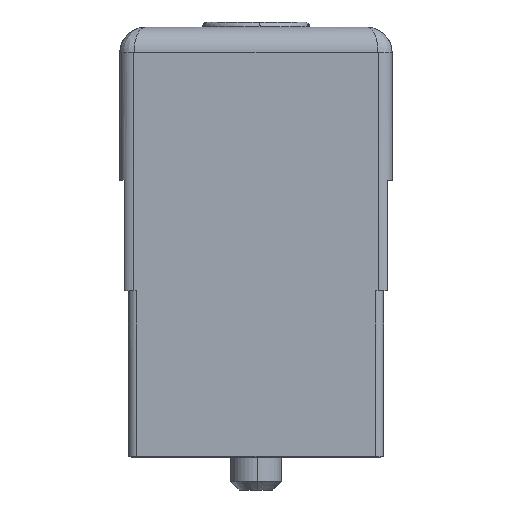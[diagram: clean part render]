
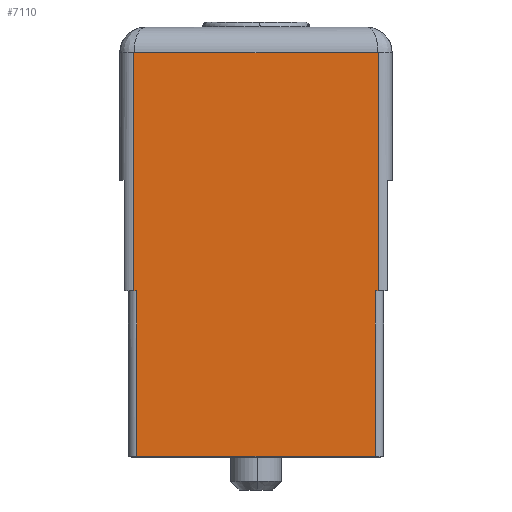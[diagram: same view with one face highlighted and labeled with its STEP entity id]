
A CAD part, front view. The second image highlights one B-rep face of the part: STEP entity #7110.
In plain terms, the highlighted planar face has unit normal (0, -1, 0).
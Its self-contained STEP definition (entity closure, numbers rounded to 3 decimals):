
#7065=AXIS2_PLACEMENT_3D('Plane Axis2P3D',#7062,#7063,#7064) ;
#6457=CARTESIAN_POINT('Line Origine',(8.,0.,1.971)) ;
#6461=CARTESIAN_POINT('Vertex',(1.,0.,1.971)) ;
#6463=CARTESIAN_POINT('Vertex',(15.,0.,1.971)) ;
#6814=CARTESIAN_POINT('Vertex',(1.,0.,11.7)) ;
#6822=CARTESIAN_POINT('Line Origine',(1.,0.,11.7)) ;
#7046=CARTESIAN_POINT('Vertex',(15.,0.,11.7)) ;
#7049=CARTESIAN_POINT('Line Origine',(15.,0.,11.7)) ;
#7062=CARTESIAN_POINT('Axis2P3D Location',(0.5,0.,11.7)) ;
#7067=CARTESIAN_POINT('Line Origine',(15.085,0.,11.7)) ;
#7071=CARTESIAN_POINT('Vertex',(15.17,0.,11.7)) ;
#7074=CARTESIAN_POINT('Line Origine',(15.17,0.,18.7)) ;
#7078=CARTESIAN_POINT('Vertex',(15.17,0.,25.7)) ;
#7081=CARTESIAN_POINT('Line Origine',(8.,0.,25.7)) ;
#7085=CARTESIAN_POINT('Vertex',(0.83,0.,25.7)) ;
#7088=CARTESIAN_POINT('Line Origine',(0.83,0.,18.7)) ;
#7092=CARTESIAN_POINT('Vertex',(0.83,0.,11.7)) ;
#7095=CARTESIAN_POINT('Line Origine',(0.915,0.,11.7)) ;
#6458=DIRECTION('Vector Direction',(1.,0.,0.)) ;
#6823=DIRECTION('Vector Direction',(0.,0.,-1.)) ;
#7050=DIRECTION('Vector Direction',(0.,0.,-1.)) ;
#7063=DIRECTION('Axis2P3D Direction',(0.,1.,0.)) ;
#7064=DIRECTION('Axis2P3D XDirection',(-1.,0.,0.)) ;
#7068=DIRECTION('Vector Direction',(1.,0.,0.)) ;
#7075=DIRECTION('Vector Direction',(0.,0.,1.)) ;
#7082=DIRECTION('Vector Direction',(-1.,0.,0.)) ;
#7089=DIRECTION('Vector Direction',(0.,0.,-1.)) ;
#7096=DIRECTION('Vector Direction',(1.,0.,0.)) ;
#6459=VECTOR('Line Direction',#6458,1.) ;
#6824=VECTOR('Line Direction',#6823,1.) ;
#7051=VECTOR('Line Direction',#7050,1.) ;
#7069=VECTOR('Line Direction',#7068,1.) ;
#7076=VECTOR('Line Direction',#7075,1.) ;
#7083=VECTOR('Line Direction',#7082,1.) ;
#7090=VECTOR('Line Direction',#7089,1.) ;
#7097=VECTOR('Line Direction',#7096,1.) ;
#7101=ORIENTED_EDGE('',*,*,#7073,.T.) ;
#7102=ORIENTED_EDGE('',*,*,#7080,.T.) ;
#7103=ORIENTED_EDGE('',*,*,#7087,.T.) ;
#7104=ORIENTED_EDGE('',*,*,#7094,.T.) ;
#7105=ORIENTED_EDGE('',*,*,#7099,.T.) ;
#7106=ORIENTED_EDGE('',*,*,#6826,.T.) ;
#7107=ORIENTED_EDGE('',*,*,#6465,.T.) ;
#7108=ORIENTED_EDGE('',*,*,#7053,.T.) ;
#7110=ADVANCED_FACE('MANIFOLD_SOLID_BREP #1045',(#7109),#7066,.F.) ;
#6465=EDGE_CURVE('',#6462,#6464,#6460,.T.) ;
#6826=EDGE_CURVE('',#6815,#6462,#6825,.T.) ;
#7053=EDGE_CURVE('',#6464,#7047,#7052,.F.) ;
#7073=EDGE_CURVE('',#7047,#7072,#7070,.T.) ;
#7080=EDGE_CURVE('',#7072,#7079,#7077,.T.) ;
#7087=EDGE_CURVE('',#7079,#7086,#7084,.T.) ;
#7094=EDGE_CURVE('',#7086,#7093,#7091,.T.) ;
#7099=EDGE_CURVE('',#7093,#6815,#7098,.T.) ;
#7100=EDGE_LOOP('',(#7101,#7102,#7103,#7104,#7105,#7106,#7107,#7108)) ;
#7109=FACE_OUTER_BOUND('',#7100,.T.) ;
#6460=LINE('Line',#6457,#6459) ;
#6825=LINE('Line',#6822,#6824) ;
#7052=LINE('Line',#7049,#7051) ;
#7070=LINE('Line',#7067,#7069) ;
#7077=LINE('Line',#7074,#7076) ;
#7084=LINE('Line',#7081,#7083) ;
#7091=LINE('Line',#7088,#7090) ;
#7098=LINE('Line',#7095,#7097) ;
#7066=PLANE('',#7065) ;
#6462=VERTEX_POINT('',#6461) ;
#6464=VERTEX_POINT('',#6463) ;
#6815=VERTEX_POINT('',#6814) ;
#7047=VERTEX_POINT('',#7046) ;
#7072=VERTEX_POINT('',#7071) ;
#7079=VERTEX_POINT('',#7078) ;
#7086=VERTEX_POINT('',#7085) ;
#7093=VERTEX_POINT('',#7092) ;
